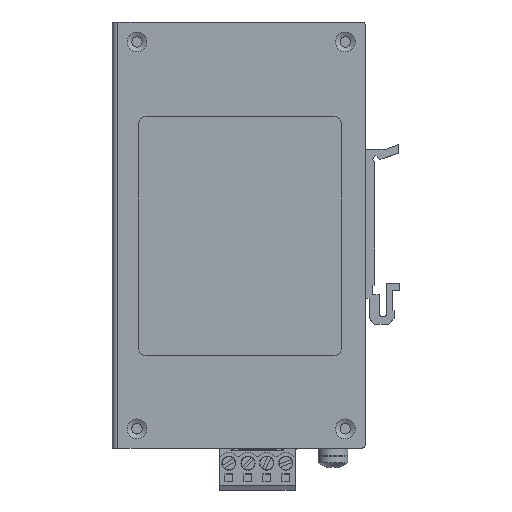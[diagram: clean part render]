
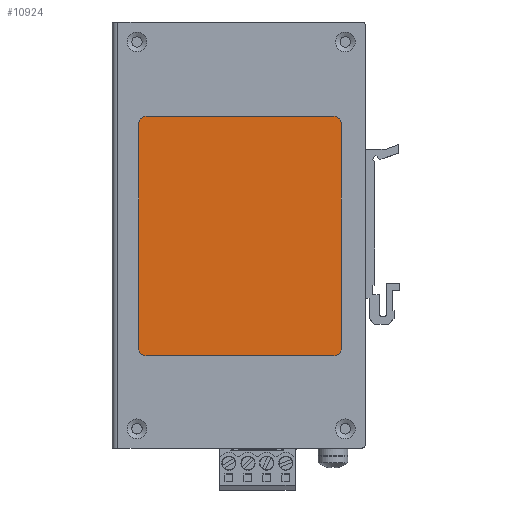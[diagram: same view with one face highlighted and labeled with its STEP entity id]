
A CAD part, top view. The second image highlights one B-rep face of the part: STEP entity #10924.
In plain terms, the highlighted planar face has unit normal (0, 0, 1).
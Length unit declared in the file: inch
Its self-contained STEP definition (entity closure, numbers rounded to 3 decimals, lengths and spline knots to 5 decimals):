
#47 = DIRECTION ( 'NONE',  ( -1., 0., 0. ) ) ;
#370 = ORIENTED_EDGE ( 'NONE', *, *, #39455, .T. ) ;
#402 = CARTESIAN_POINT ( 'NONE',  ( 0.98031, 1.04331, 1.06693 ) ) ;
#469 = CARTESIAN_POINT ( 'NONE',  ( 0.98031, 0.96457, 1.06693 ) ) ;
#523 = VERTEX_POINT ( 'NONE', #30314 ) ;
#528 = ORIENTED_EDGE ( 'NONE', *, *, #15181, .T. ) ;
#800 = ORIENTED_EDGE ( 'NONE', *, *, #17802, .T. ) ;
#1769 = VECTOR ( 'NONE', #4086, 39.37008 ) ;
#2189 = DIRECTION ( 'NONE',  ( 0., 1., 0. ) ) ;
#2791 = AXIS2_PLACEMENT_3D ( 'NONE', #402, #4013, #14203 ) ;
#2848 = DIRECTION ( 'NONE',  ( -1., 0., 0. ) ) ;
#3087 = CARTESIAN_POINT ( 'NONE',  ( -1.00394, 3.42126, 1.06693 ) ) ;
#3297 = CARTESIAN_POINT ( 'NONE',  ( -1.08268, 3.42126, 1.06693 ) ) ;
#4013 = DIRECTION ( 'NONE',  ( 0., 0., 1. ) ) ;
#4086 = DIRECTION ( 'NONE',  ( 1., 0., 0. ) ) ;
#4523 = VECTOR ( 'NONE', #2189, 39.37008 ) ;
#5588 = ORIENTED_EDGE ( 'NONE', *, *, #43407, .T. ) ;
#5771 = ORIENTED_EDGE ( 'NONE', *, *, #25023, .T. ) ;
#6051 = ORIENTED_EDGE ( 'NONE', *, *, #18022, .T. ) ;
#6608 = AXIS2_PLACEMENT_3D ( 'NONE', #3087, #28390, #14513 ) ;
#6631 = CARTESIAN_POINT ( 'NONE',  ( -1.08268, 1.04331, 1.06693 ) ) ;
#7352 = ORIENTED_EDGE ( 'NONE', *, *, #35579, .T. ) ;
#8031 = DIRECTION ( 'NONE',  ( 0., 0., -1. ) ) ;
#9122 = FACE_OUTER_BOUND ( 'NONE', #35511, .T. ) ;
#9157 = AXIS2_PLACEMENT_3D ( 'NONE', #28557, #11115, #25443 ) ;
#10281 = CIRCLE ( 'NONE', #12242, 0.07874 ) ;
#10924 = ADVANCED_FACE ( 'NONE', ( #9122 ), #22101, .F. ) ;
#11115 = DIRECTION ( 'NONE',  ( 0., 0., 1. ) ) ;
#11796 = VERTEX_POINT ( 'NONE', #45396 ) ;
#12143 = VECTOR ( 'NONE', #47, 39.37008 ) ;
#12242 = AXIS2_PLACEMENT_3D ( 'NONE', #24423, #34980, #2848 ) ;
#13135 = CARTESIAN_POINT ( 'NONE',  ( 0.98031, 0.96457, 1.06693 ) ) ;
#14203 = DIRECTION ( 'NONE',  ( -1., 0., 0. ) ) ;
#14513 = DIRECTION ( 'NONE',  ( -1., 0., 0. ) ) ;
#15181 = EDGE_CURVE ( 'NONE', #34961, #28370, #29483, .T. ) ;
#15523 = CARTESIAN_POINT ( 'NONE',  ( 8.2832, -5.54798, 1.06693 ) ) ;
#17802 = EDGE_CURVE ( 'NONE', #523, #28432, #10281, .T. ) ;
#18022 = EDGE_CURVE ( 'NONE', #28370, #32145, #25278, .T. ) ;
#19888 = DIRECTION ( 'NONE',  ( 0., -1., 0. ) ) ;
#20227 = CIRCLE ( 'NONE', #6608, 0.07874 ) ;
#20797 = CARTESIAN_POINT ( 'NONE',  ( 1.05906, 3.42126, 1.06693 ) ) ;
#22101 = PLANE ( 'NONE',  #37581 ) ;
#22153 = VERTEX_POINT ( 'NONE', #3297 ) ;
#23008 = CARTESIAN_POINT ( 'NONE',  ( -1.00394, 0.96457, 1.06693 ) ) ;
#24423 = CARTESIAN_POINT ( 'NONE',  ( 0.98031, 3.42126, 1.06693 ) ) ;
#25023 = EDGE_CURVE ( 'NONE', #11796, #22153, #20227, .T. ) ;
#25278 = LINE ( 'NONE', #469, #1769 ) ;
#25443 = DIRECTION ( 'NONE',  ( -1., 0., 0. ) ) ;
#27004 = CARTESIAN_POINT ( 'NONE',  ( -1.08268, 1.04331, 1.06693 ) ) ;
#28370 = VERTEX_POINT ( 'NONE', #23008 ) ;
#28390 = DIRECTION ( 'NONE',  ( 0., 0., 1. ) ) ;
#28432 = VERTEX_POINT ( 'NONE', #40162 ) ;
#28557 = CARTESIAN_POINT ( 'NONE',  ( -1.00394, 1.04331, 1.06693 ) ) ;
#29483 = CIRCLE ( 'NONE', #9157, 0.07874 ) ;
#30314 = CARTESIAN_POINT ( 'NONE',  ( 1.05906, 3.42126, 1.06693 ) ) ;
#32116 = EDGE_CURVE ( 'NONE', #22153, #34961, #33209, .T. ) ;
#32145 = VERTEX_POINT ( 'NONE', #13135 ) ;
#33209 = LINE ( 'NONE', #27004, #37126 ) ;
#34961 = VERTEX_POINT ( 'NONE', #6631 ) ;
#34980 = DIRECTION ( 'NONE',  ( 0., 0., 1. ) ) ;
#35470 = CARTESIAN_POINT ( 'NONE',  ( -1.00394, 3.5, 1.06693 ) ) ;
#35511 = EDGE_LOOP ( 'NONE', ( #5588, #7352, #800, #370, #5771, #38461, #528, #6051 ) ) ;
#35579 = EDGE_CURVE ( 'NONE', #40830, #523, #40801, .T. ) ;
#37126 = VECTOR ( 'NONE', #19888, 39.37008 ) ;
#37581 = AXIS2_PLACEMENT_3D ( 'NONE', #15523, #8031, #40448 ) ;
#38461 = ORIENTED_EDGE ( 'NONE', *, *, #32116, .T. ) ;
#39455 = EDGE_CURVE ( 'NONE', #28432, #11796, #45577, .T. ) ;
#40162 = CARTESIAN_POINT ( 'NONE',  ( 0.98031, 3.5, 1.06693 ) ) ;
#40448 = DIRECTION ( 'NONE',  ( -1., 0., 0. ) ) ;
#40801 = LINE ( 'NONE', #20797, #4523 ) ;
#40830 = VERTEX_POINT ( 'NONE', #45581 ) ;
#43407 = EDGE_CURVE ( 'NONE', #32145, #40830, #43862, .T. ) ;
#43862 = CIRCLE ( 'NONE', #2791, 0.07874 ) ;
#45396 = CARTESIAN_POINT ( 'NONE',  ( -1.00394, 3.5, 1.06693 ) ) ;
#45577 = LINE ( 'NONE', #35470, #12143 ) ;
#45581 = CARTESIAN_POINT ( 'NONE',  ( 1.05906, 1.04331, 1.06693 ) ) ;
